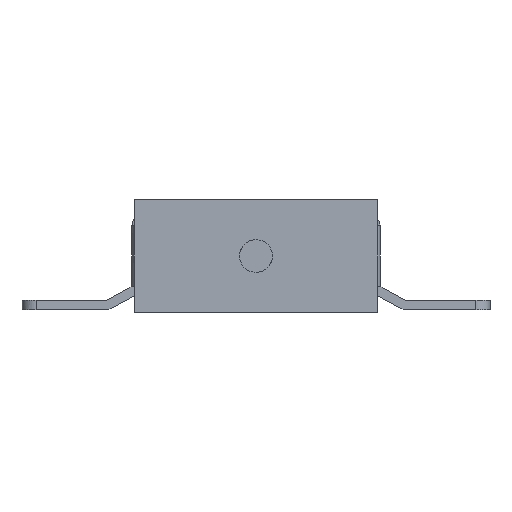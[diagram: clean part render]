
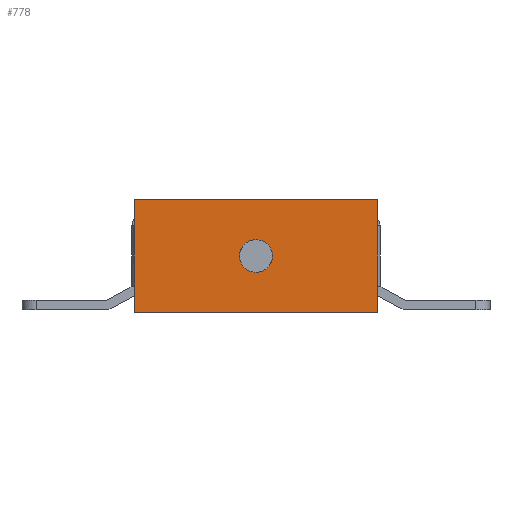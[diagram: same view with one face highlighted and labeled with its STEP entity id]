
A CAD part, front view. The second image highlights one B-rep face of the part: STEP entity #778.
In plain terms, the highlighted free-form (B-spline) face has degree [1, 1] with [2, 2] control points.
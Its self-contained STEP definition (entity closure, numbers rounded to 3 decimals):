
#632=CARTESIAN_POINT('',(1.747,-31.6,5.643));
#633=VERTEX_POINT('',#632);
#639=CARTESIAN_POINT('',(0.0,-31.6,7.5));
#640=VERTEX_POINT('',#639);
#641=CARTESIAN_POINT('',(1.747,-31.6,5.643));
#642=CARTESIAN_POINT('',(1.75,-31.6,5.697));
#643=CARTESIAN_POINT('',(1.75,-31.6,5.75));
#644=CARTESIAN_POINT('',(1.75,-31.6,7.5));
#645=CARTESIAN_POINT('',(0.0,-31.6,7.5));
#653=(BOUNDED_CURVE()B_SPLINE_CURVE(2,(#641,#642,#643,#644,#645),.UNSPECIFIED.,.F.,.U.)B_SPLINE_CURVE_WITH_KNOTS((3,2,3),(0.239,0.25,0.5),.UNSPECIFIED.)CURVE()GEOMETRIC_REPRESENTATION_ITEM()RATIONAL_B_SPLINE_CURVE((0.976,0.988,1.0,0.707,1.0))REPRESENTATION_ITEM(''));
#654=EDGE_CURVE('',#633,#640,#653,.T.);
#656=CARTESIAN_POINT('',(-1.747,-31.6,5.857));
#657=VERTEX_POINT('',#656);
#658=CARTESIAN_POINT('',(0.0,-31.6,7.5));
#659=CARTESIAN_POINT('',(-1.646,-31.6,7.5));
#660=CARTESIAN_POINT('',(-1.747,-31.6,5.857));
#668=(BOUNDED_CURVE()B_SPLINE_CURVE(2,(#658,#659,#660),.UNSPECIFIED.,.F.,.U.)B_SPLINE_CURVE_WITH_KNOTS((3,3),(0.5,0.739),.UNSPECIFIED.)CURVE()GEOMETRIC_REPRESENTATION_ITEM()RATIONAL_B_SPLINE_CURVE((1.0,0.72,0.976))REPRESENTATION_ITEM(''));
#669=EDGE_CURVE('',#640,#657,#668,.T.);
#702=CARTESIAN_POINT('',(0.0,-31.6,4.));
#703=VERTEX_POINT('',#702);
#704=CARTESIAN_POINT('',(-1.747,-31.6,5.857));
#705=CARTESIAN_POINT('',(-1.75,-31.6,5.803));
#706=CARTESIAN_POINT('',(-1.75,-31.6,5.75));
#707=CARTESIAN_POINT('',(-1.75,-31.6,4.));
#708=CARTESIAN_POINT('',(0.0,-31.6,4.));
#716=(BOUNDED_CURVE()B_SPLINE_CURVE(2,(#704,#705,#706,#707,#708),.UNSPECIFIED.,.F.,.U.)B_SPLINE_CURVE_WITH_KNOTS((3,2,3),(0.739,0.75,1.0),.UNSPECIFIED.)CURVE()GEOMETRIC_REPRESENTATION_ITEM()RATIONAL_B_SPLINE_CURVE((0.976,0.988,1.0,0.707,1.0))REPRESENTATION_ITEM(''));
#717=EDGE_CURVE('',#657,#703,#716,.T.);
#719=CARTESIAN_POINT('',(0.0,-31.6,4.));
#720=CARTESIAN_POINT('',(1.646,-31.6,4.));
#721=CARTESIAN_POINT('',(1.747,-31.6,5.643));
#729=(BOUNDED_CURVE()B_SPLINE_CURVE(2,(#719,#720,#721),.UNSPECIFIED.,.F.,.U.)B_SPLINE_CURVE_WITH_KNOTS((3,3),(0.0,0.239),.UNSPECIFIED.)CURVE()GEOMETRIC_REPRESENTATION_ITEM()RATIONAL_B_SPLINE_CURVE((1.0,0.72,0.976))REPRESENTATION_ITEM(''));
#730=EDGE_CURVE('',#703,#633,#729,.T.);
#737=CARTESIAN_POINT('',(-14.299,-31.6,12.349));
#738=CARTESIAN_POINT('',(14.299,-31.6,12.349));
#739=CARTESIAN_POINT('',(-14.299,-31.6,-0.849));
#740=CARTESIAN_POINT('',(14.299,-31.6,-0.849));
#741=B_SPLINE_SURFACE_WITH_KNOTS('',1,1,((#737,#739),(#738,#740)),.UNSPECIFIED.,.F.,.F.,.U.,(2,2),(2,2),(0.0,28.597),(0.0,13.199),.UNSPECIFIED.);
#742=CARTESIAN_POINT('',(-13.0,-31.6,11.75));
#743=VERTEX_POINT('',#742);
#744=CARTESIAN_POINT('',(13.0,-31.6,11.75));
#745=VERTEX_POINT('',#744);
#746=CARTESIAN_POINT('',(-13.0,-31.6,11.75));
#747=CARTESIAN_POINT('',(13.0,-31.6,11.75));
#748=QUASI_UNIFORM_CURVE('',1,(#746,#747),.UNSPECIFIED.,.F.,.U.);
#749=EDGE_CURVE('',#743,#745,#748,.T.);
#750=ORIENTED_EDGE('',*,*,#749,.F.);
#751=CARTESIAN_POINT('',(-13.0,-31.6,-0.25));
#752=VERTEX_POINT('',#751);
#753=CARTESIAN_POINT('',(-13.0,-31.6,-0.25));
#754=CARTESIAN_POINT('',(-13.0,-31.6,11.75));
#755=QUASI_UNIFORM_CURVE('',1,(#753,#754),.UNSPECIFIED.,.F.,.U.);
#756=EDGE_CURVE('',#752,#743,#755,.T.);
#757=ORIENTED_EDGE('',*,*,#756,.F.);
#758=CARTESIAN_POINT('',(13.0,-31.6,-0.25));
#759=VERTEX_POINT('',#758);
#760=CARTESIAN_POINT('',(13.0,-31.6,-0.25));
#761=CARTESIAN_POINT('',(-13.0,-31.6,-0.25));
#762=QUASI_UNIFORM_CURVE('',1,(#760,#761),.UNSPECIFIED.,.F.,.U.);
#763=EDGE_CURVE('',#759,#752,#762,.T.);
#764=ORIENTED_EDGE('',*,*,#763,.F.);
#765=CARTESIAN_POINT('',(13.0,-31.6,11.75));
#766=CARTESIAN_POINT('',(13.0,-31.6,-0.25));
#767=QUASI_UNIFORM_CURVE('',1,(#765,#766),.UNSPECIFIED.,.F.,.U.);
#768=EDGE_CURVE('',#745,#759,#767,.T.);
#769=ORIENTED_EDGE('',*,*,#768,.F.);
#770=EDGE_LOOP('',(#750,#757,#764,#769));
#771=FACE_OUTER_BOUND('',#770,.T.);
#772=ORIENTED_EDGE('',*,*,#669,.F.);
#773=ORIENTED_EDGE('',*,*,#654,.F.);
#774=ORIENTED_EDGE('',*,*,#730,.F.);
#775=ORIENTED_EDGE('',*,*,#717,.F.);
#776=EDGE_LOOP('',(#772,#773,#774,#775));
#777=FACE_BOUND('',#776,.T.);
#778=ADVANCED_FACE('',(#771,#777),#741,.F.);
